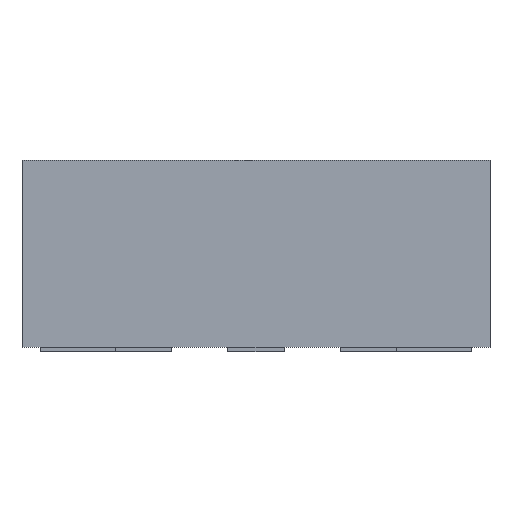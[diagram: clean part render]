
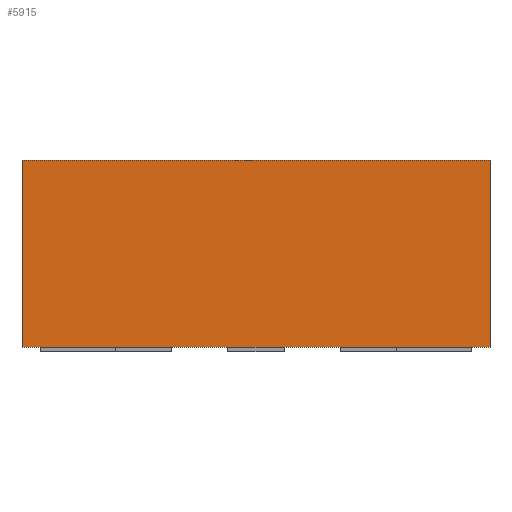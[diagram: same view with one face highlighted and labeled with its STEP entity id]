
A CAD part, front view. The second image highlights one B-rep face of the part: STEP entity #5915.
In plain terms, the highlighted planar face has unit normal (0, -1, 0).
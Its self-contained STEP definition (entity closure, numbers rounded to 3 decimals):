
#150 = PLANE('',#151);
#151 = AXIS2_PLACEMENT_3D('',#152,#153,#154);
#152 = CARTESIAN_POINT('',(0.,0.,
    0.025));
#153 = DIRECTION('',(0.,0.,-1.));
#154 = DIRECTION('',(1.,0.,0.));
#399 = PLANE('',#400);
#400 = AXIS2_PLACEMENT_3D('',#401,#402,#403);
#401 = CARTESIAN_POINT('',(0.,0.,1.025)
  );
#402 = DIRECTION('',(0.,0.,-1.));
#403 = DIRECTION('',(1.,0.,0.));
#4250 = EDGE_CURVE('',#4251,#4253,#4255,.T.);
#4251 = VERTEX_POINT('',#4252);
#4252 = CARTESIAN_POINT('',(-1.25,-1.25,1.025));
#4253 = VERTEX_POINT('',#4254);
#4254 = CARTESIAN_POINT('',(1.25,-1.25,1.025));
#4255 = SURFACE_CURVE('',#4256,(#4260,#4267),.PCURVE_S1.);
#4256 = LINE('',#4257,#4258);
#4257 = CARTESIAN_POINT('',(-1.25,-1.25,1.025));
#4258 = VECTOR('',#4259,1.);
#4259 = DIRECTION('',(1.,0.,0.));
#4260 = PCURVE('',#399,#4261);
#4261 = DEFINITIONAL_REPRESENTATION('',(#4262),#4266);
#4262 = LINE('',#4263,#4264);
#4263 = CARTESIAN_POINT('',(-1.25,1.25));
#4264 = VECTOR('',#4265,1.);
#4265 = DIRECTION('',(1.,0.));
#4266 = ( GEOMETRIC_REPRESENTATION_CONTEXT(2) 
PARAMETRIC_REPRESENTATION_CONTEXT() REPRESENTATION_CONTEXT('2D SPACE',''
  ) );
#4267 = PCURVE('',#4268,#4273);
#4268 = PLANE('',#4269);
#4269 = AXIS2_PLACEMENT_3D('',#4270,#4271,#4272);
#4270 = CARTESIAN_POINT('',(-1.25,-1.25,1.025));
#4271 = DIRECTION('',(0.,1.,0.));
#4272 = DIRECTION('',(-1.,0.,0.));
#4273 = DEFINITIONAL_REPRESENTATION('',(#4274),#4278);
#4274 = LINE('',#4275,#4276);
#4275 = CARTESIAN_POINT('',(0.,0.));
#4276 = VECTOR('',#4277,1.);
#4277 = DIRECTION('',(-1.,0.));
#4278 = ( GEOMETRIC_REPRESENTATION_CONTEXT(2) 
PARAMETRIC_REPRESENTATION_CONTEXT() REPRESENTATION_CONTEXT('2D SPACE',''
  ) );
#4296 = PLANE('',#4297);
#4297 = AXIS2_PLACEMENT_3D('',#4298,#4299,#4300);
#4298 = CARTESIAN_POINT('',(1.25,1.25,1.025));
#4299 = DIRECTION('',(-1.,0.,0.));
#4300 = DIRECTION('',(0.,-1.,0.));
#4350 = PLANE('',#4351);
#4351 = AXIS2_PLACEMENT_3D('',#4352,#4353,#4354);
#4352 = CARTESIAN_POINT('',(-1.25,1.25,1.025));
#4353 = DIRECTION('',(1.,0.,0.));
#4354 = DIRECTION('',(0.,1.,0.));
#5254 = EDGE_CURVE('',#5255,#5257,#5259,.T.);
#5255 = VERTEX_POINT('',#5256);
#5256 = CARTESIAN_POINT('',(-1.25,-1.25,0.025));
#5257 = VERTEX_POINT('',#5258);
#5258 = CARTESIAN_POINT('',(1.25,-1.25,0.025));
#5259 = SURFACE_CURVE('',#5260,(#5264,#5271),.PCURVE_S1.);
#5260 = LINE('',#5261,#5262);
#5261 = CARTESIAN_POINT('',(-1.25,-1.25,0.025));
#5262 = VECTOR('',#5263,1.);
#5263 = DIRECTION('',(1.,0.,0.));
#5264 = PCURVE('',#150,#5265);
#5265 = DEFINITIONAL_REPRESENTATION('',(#5266),#5270);
#5266 = LINE('',#5267,#5268);
#5267 = CARTESIAN_POINT('',(-1.25,1.25));
#5268 = VECTOR('',#5269,1.);
#5269 = DIRECTION('',(1.,0.));
#5270 = ( GEOMETRIC_REPRESENTATION_CONTEXT(2) 
PARAMETRIC_REPRESENTATION_CONTEXT() REPRESENTATION_CONTEXT('2D SPACE',''
  ) );
#5271 = PCURVE('',#4268,#5272);
#5272 = DEFINITIONAL_REPRESENTATION('',(#5273),#5277);
#5273 = LINE('',#5274,#5275);
#5274 = CARTESIAN_POINT('',(0.,-1.));
#5275 = VECTOR('',#5276,1.);
#5276 = DIRECTION('',(-1.,0.));
#5277 = ( GEOMETRIC_REPRESENTATION_CONTEXT(2) 
PARAMETRIC_REPRESENTATION_CONTEXT() REPRESENTATION_CONTEXT('2D SPACE',''
  ) );
#5915 = ADVANCED_FACE('',(#5916),#4268,.F.);
#5916 = FACE_BOUND('',#5917,.T.);
#5917 = EDGE_LOOP('',(#5918,#5919,#5940,#5941));
#5918 = ORIENTED_EDGE('',*,*,#5254,.T.);
#5919 = ORIENTED_EDGE('',*,*,#5920,.F.);
#5920 = EDGE_CURVE('',#4253,#5257,#5921,.T.);
#5921 = SURFACE_CURVE('',#5922,(#5926,#5933),.PCURVE_S1.);
#5922 = LINE('',#5923,#5924);
#5923 = CARTESIAN_POINT('',(1.25,-1.25,1.025));
#5924 = VECTOR('',#5925,1.);
#5925 = DIRECTION('',(0.,0.,-1.));
#5926 = PCURVE('',#4268,#5927);
#5927 = DEFINITIONAL_REPRESENTATION('',(#5928),#5932);
#5928 = LINE('',#5929,#5930);
#5929 = CARTESIAN_POINT('',(-2.5,0.));
#5930 = VECTOR('',#5931,1.);
#5931 = DIRECTION('',(0.,-1.));
#5932 = ( GEOMETRIC_REPRESENTATION_CONTEXT(2) 
PARAMETRIC_REPRESENTATION_CONTEXT() REPRESENTATION_CONTEXT('2D SPACE',''
  ) );
#5933 = PCURVE('',#4296,#5934);
#5934 = DEFINITIONAL_REPRESENTATION('',(#5935),#5939);
#5935 = LINE('',#5936,#5937);
#5936 = CARTESIAN_POINT('',(2.5,0.));
#5937 = VECTOR('',#5938,1.);
#5938 = DIRECTION('',(0.,-1.));
#5939 = ( GEOMETRIC_REPRESENTATION_CONTEXT(2) 
PARAMETRIC_REPRESENTATION_CONTEXT() REPRESENTATION_CONTEXT('2D SPACE',''
  ) );
#5940 = ORIENTED_EDGE('',*,*,#4250,.F.);
#5941 = ORIENTED_EDGE('',*,*,#5942,.T.);
#5942 = EDGE_CURVE('',#4251,#5255,#5943,.T.);
#5943 = SURFACE_CURVE('',#5944,(#5948,#5955),.PCURVE_S1.);
#5944 = LINE('',#5945,#5946);
#5945 = CARTESIAN_POINT('',(-1.25,-1.25,1.025));
#5946 = VECTOR('',#5947,1.);
#5947 = DIRECTION('',(0.,0.,-1.));
#5948 = PCURVE('',#4268,#5949);
#5949 = DEFINITIONAL_REPRESENTATION('',(#5950),#5954);
#5950 = LINE('',#5951,#5952);
#5951 = CARTESIAN_POINT('',(0.,0.));
#5952 = VECTOR('',#5953,1.);
#5953 = DIRECTION('',(0.,-1.));
#5954 = ( GEOMETRIC_REPRESENTATION_CONTEXT(2) 
PARAMETRIC_REPRESENTATION_CONTEXT() REPRESENTATION_CONTEXT('2D SPACE',''
  ) );
#5955 = PCURVE('',#4350,#5956);
#5956 = DEFINITIONAL_REPRESENTATION('',(#5957),#5961);
#5957 = LINE('',#5958,#5959);
#5958 = CARTESIAN_POINT('',(-2.5,0.));
#5959 = VECTOR('',#5960,1.);
#5960 = DIRECTION('',(0.,-1.));
#5961 = ( GEOMETRIC_REPRESENTATION_CONTEXT(2) 
PARAMETRIC_REPRESENTATION_CONTEXT() REPRESENTATION_CONTEXT('2D SPACE',''
  ) );
